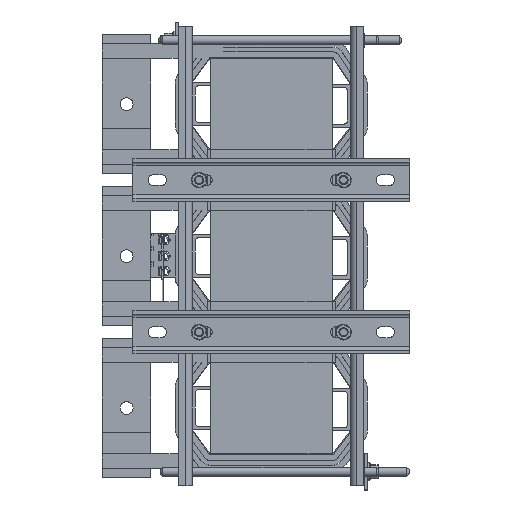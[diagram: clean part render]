
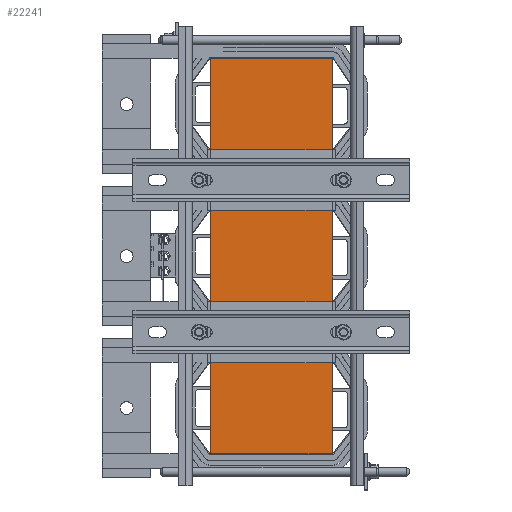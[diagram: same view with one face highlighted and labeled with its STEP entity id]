
A CAD part, left-side view. The second image highlights one B-rep face of the part: STEP entity #22241.
In plain terms, the highlighted planar face has unit normal (-1, 0, 0).
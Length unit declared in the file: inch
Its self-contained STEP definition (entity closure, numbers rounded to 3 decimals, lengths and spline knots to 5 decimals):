
#2275=FACE_OUTER_BOUND('',#3509,.T.);
#3509=EDGE_LOOP('',(#15790,#15791,#15792,#15793));
#5104=LINE('',#32507,#7344);
#5106=LINE('',#32512,#7346);
#5107=LINE('',#32513,#7347);
#5108=LINE('',#32514,#7348);
#7344=VECTOR('',#26730,0.3937);
#7346=VECTOR('',#26734,0.3937);
#7347=VECTOR('',#26735,0.3937);
#7348=VECTOR('',#26736,0.3937);
#9520=VERTEX_POINT('',#32504);
#9521=VERTEX_POINT('',#32506);
#9522=VERTEX_POINT('',#32510);
#9523=VERTEX_POINT('',#32511);
#11889=EDGE_CURVE('',#9521,#9520,#5104,.T.);
#11891=EDGE_CURVE('',#9522,#9523,#5106,.T.);
#11892=EDGE_CURVE('',#9523,#9521,#5107,.T.);
#11893=EDGE_CURVE('',#9522,#9520,#5108,.T.);
#15790=ORIENTED_EDGE('',*,*,#11891,.T.);
#15791=ORIENTED_EDGE('',*,*,#11892,.T.);
#15792=ORIENTED_EDGE('',*,*,#11889,.T.);
#15793=ORIENTED_EDGE('',*,*,#11893,.F.);
#21329=PLANE('',#24172);
#22241=ADVANCED_FACE('',(#2275),#21329,.T.);
#24172=AXIS2_PLACEMENT_3D('',#32509,#26732,#26733);
#26730=DIRECTION('',(0.,-1.,0.));
#26732=DIRECTION('center_axis',(-1.,0.,0.));
#26733=DIRECTION('ref_axis',(0.,0.,1.));
#26734=DIRECTION('',(0.,1.,0.));
#26735=DIRECTION('',(0.,0.,-1.));
#26736=DIRECTION('',(0.,0.,-1.));
#32504=CARTESIAN_POINT('',(-1.21835,-4.15155,-8.125));
#32506=CARTESIAN_POINT('',(-1.21835,0.84845,-8.125));
#32507=CARTESIAN_POINT('',(-1.21835,-4.15155,-8.125));
#32509=CARTESIAN_POINT('Origin',(-1.21835,-4.15155,0.));
#32510=CARTESIAN_POINT('',(-1.21835,-4.15155,8.125));
#32511=CARTESIAN_POINT('',(-1.21835,0.84845,8.125));
#32512=CARTESIAN_POINT('',(-1.21835,-4.15155,8.125));
#32513=CARTESIAN_POINT('',(-1.21835,0.84845,0.));
#32514=CARTESIAN_POINT('',(-1.21835,-4.15155,0.));
